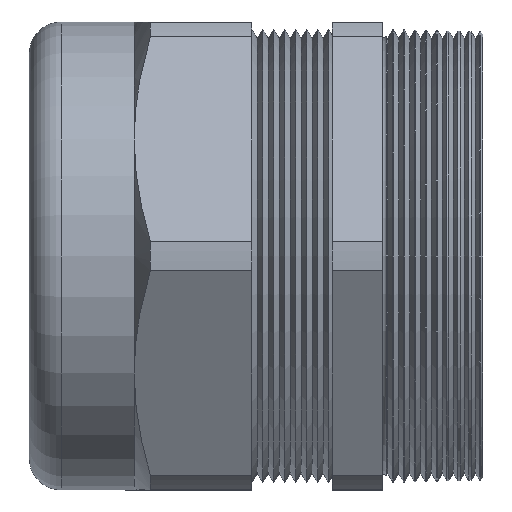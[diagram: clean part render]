
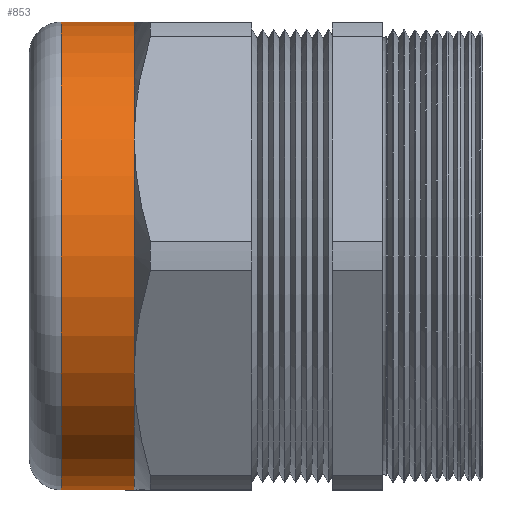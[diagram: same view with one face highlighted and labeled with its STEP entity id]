
A CAD part, front view. The second image highlights one B-rep face of the part: STEP entity #853.
In plain terms, the highlighted cylindrical face has radius 32.512 mm (diameter 65.024 mm), a partial arc.
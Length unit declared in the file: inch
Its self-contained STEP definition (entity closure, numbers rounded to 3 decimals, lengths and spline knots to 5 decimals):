
#107 = EDGE_CURVE ( 'NONE', #109, #116, #1646, .T. ) ;
#109 = VERTEX_POINT ( 'NONE', #1632 ) ;
#114 = VERTEX_POINT ( 'NONE', #1625 ) ;
#116 = VERTEX_POINT ( 'NONE', #1624 ) ;
#243 = VERTEX_POINT ( 'NONE', #1884 ) ;
#254 = EDGE_CURVE ( 'NONE', #243, #114, #1932, .T. ) ;
#816 = EDGE_CURVE ( 'NONE', #903, #4064, #2901, .T. ) ;
#845 = ORIENTED_EDGE ( 'NONE', *, *, #816, .T. ) ;
#846 = ORIENTED_EDGE ( 'NONE', *, *, #107, .F. ) ;
#847 = ORIENTED_EDGE ( 'NONE', *, *, #874, .T. ) ;
#853 = ADVANCED_FACE ( 'NONE', ( #2931 ), #2930, .T. ) ;
#854 = EDGE_LOOP ( 'NONE', ( #846, #847, #845, #900, #899, #888 ) ) ;
#861 = EDGE_CURVE ( 'NONE', #4064, #243, #2925, .T. ) ;
#874 = EDGE_CURVE ( 'NONE', #109, #903, #2909, .T. ) ;
#888 = ORIENTED_EDGE ( 'NONE', *, *, #897, .T. ) ;
#897 = EDGE_CURVE ( 'NONE', #114, #116, #2976, .T. ) ;
#899 = ORIENTED_EDGE ( 'NONE', *, *, #254, .T. ) ;
#900 = ORIENTED_EDGE ( 'NONE', *, *, #861, .T. ) ;
#903 = VERTEX_POINT ( 'NONE', #3020 ) ;
#1624 = CARTESIAN_POINT ( 'NONE',  ( -1.7564, 0., -1.28 ) ) ;
#1625 = CARTESIAN_POINT ( 'NONE',  ( -1.7564, 0., 1.28 ) ) ;
#1632 = CARTESIAN_POINT ( 'NONE',  ( -1.35625, 0., -1.28 ) ) ;
#1633 = DIRECTION ( 'NONE',  ( -1., 0., 0. ) ) ;
#1634 = VECTOR ( 'NONE', #1633, 39.37008 ) ;
#1635 = CARTESIAN_POINT ( 'NONE',  ( -0.72386, 0., -1.28 ) ) ;
#1646 = LINE ( 'NONE', #1635, #1634 ) ;
#1884 = CARTESIAN_POINT ( 'NONE',  ( -1.35625, 0., 1.28 ) ) ;
#1929 = DIRECTION ( 'NONE',  ( -1., 0., 0. ) ) ;
#1930 = VECTOR ( 'NONE', #1929, 39.37008 ) ;
#1931 = CARTESIAN_POINT ( 'NONE',  ( -0.72386, 0., 1.28 ) ) ;
#1932 = LINE ( 'NONE', #1931, #1930 ) ;
#2894 = DIRECTION ( 'NONE',  ( 0., 0., 1. ) ) ;
#2895 = DIRECTION ( 'NONE',  ( -1., 0., 0. ) ) ;
#2896 = CARTESIAN_POINT ( 'NONE',  ( -1.35625, 0., 0. ) ) ;
#2897 = AXIS2_PLACEMENT_3D ( 'NONE', #2896, #2895, #2894 ) ;
#2901 = CIRCLE ( 'NONE', #2897, 1.28 ) ;
#2905 = DIRECTION ( 'NONE',  ( 0., 0., 1. ) ) ;
#2906 = DIRECTION ( 'NONE',  ( -1., 0., 0. ) ) ;
#2907 = CARTESIAN_POINT ( 'NONE',  ( -1.35625, 0., 0. ) ) ;
#2908 = AXIS2_PLACEMENT_3D ( 'NONE', #2907, #2906, #2905 ) ;
#2909 = CIRCLE ( 'NONE', #2908, 1.28 ) ;
#2922 = DIRECTION ( 'NONE',  ( 0., 0., 1. ) ) ;
#2923 = DIRECTION ( 'NONE',  ( -1., 0., 0. ) ) ;
#2924 = AXIS2_PLACEMENT_3D ( 'NONE', #2929, #2923, #2922 ) ;
#2925 = CIRCLE ( 'NONE', #2924, 1.28 ) ;
#2926 = DIRECTION ( 'NONE',  ( 0., 0., 1. ) ) ;
#2927 = DIRECTION ( 'NONE',  ( -1., 0., 0. ) ) ;
#2928 = AXIS2_PLACEMENT_3D ( 'NONE', #2937, #2927, #2926 ) ;
#2929 = CARTESIAN_POINT ( 'NONE',  ( -1.35625, 0., 0. ) ) ;
#2930 = CYLINDRICAL_SURFACE ( 'NONE', #2928, 1.28 ) ;
#2931 = FACE_OUTER_BOUND ( 'NONE', #854, .T. ) ;
#2937 = CARTESIAN_POINT ( 'NONE',  ( -0.72386, 0., 0. ) ) ;
#2972 = DIRECTION ( 'NONE',  ( 0., 0., -1. ) ) ;
#2973 = DIRECTION ( 'NONE',  ( 1., 0., 0. ) ) ;
#2974 = CARTESIAN_POINT ( 'NONE',  ( -1.7564, 0., 0. ) ) ;
#2975 = AXIS2_PLACEMENT_3D ( 'NONE', #2974, #2973, #2972 ) ;
#2976 = CIRCLE ( 'NONE', #2975, 1.28 ) ;
#3020 = CARTESIAN_POINT ( 'NONE',  ( -1.35625, -1.10851, -0.64 ) ) ;
#3935 = CARTESIAN_POINT ( 'NONE',  ( -1.35625, -1.10851, 0.64 ) ) ;
#4064 = VERTEX_POINT ( 'NONE', #3935 ) ;
